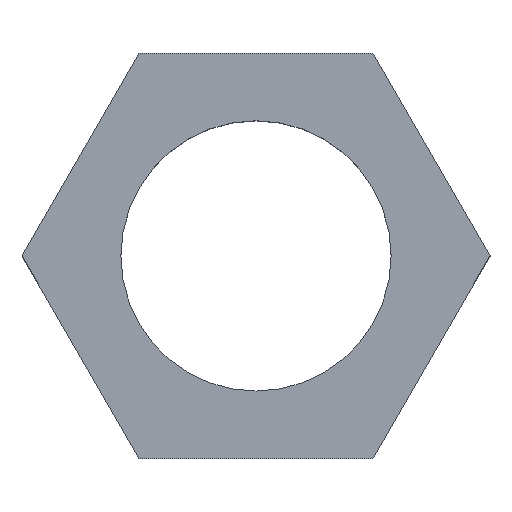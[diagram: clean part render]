
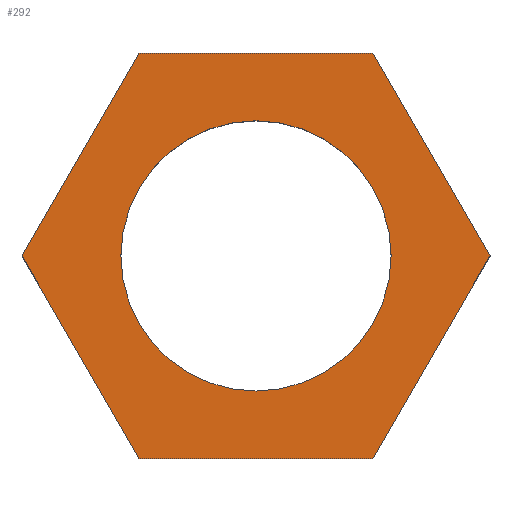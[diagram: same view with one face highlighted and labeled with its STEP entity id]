
A CAD part, top view. The second image highlights one B-rep face of the part: STEP entity #292.
In plain terms, the highlighted planar face has unit normal (0, 0, 1).
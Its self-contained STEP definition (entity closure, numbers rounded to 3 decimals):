
#25=CARTESIAN_POINT('',(5.,0.,4.));
#26=VERTEX_POINT('',#25);
#27=CARTESIAN_POINT('',(-5.,0.,4.));
#28=VERTEX_POINT('',#27);
#29=CARTESIAN_POINT('',(0.,0.,4.));
#30=DIRECTION('',(1.,0.,0.));
#31=DIRECTION('',(0.,0.,1.));
#32=AXIS2_PLACEMENT_3D('',#29,#31,#30);
#33=CIRCLE('',#32,5.);
#34=EDGE_CURVE('',#26,#28,#33,.T.);
#36=CARTESIAN_POINT('',(0.,0.,4.));
#37=DIRECTION('',(-1.,0.,0.));
#38=DIRECTION('',(-0.,0.,1.));
#39=AXIS2_PLACEMENT_3D('',#36,#38,#37);
#40=CIRCLE('',#39,5.);
#41=EDGE_CURVE('',#28,#26,#40,.T.);
#86=CARTESIAN_POINT('',(-4.33,-7.5,4.));
#87=VERTEX_POINT('',#86);
#94=CARTESIAN_POINT('',(-8.66,0.,4.));
#95=VERTEX_POINT('',#94);
#96=CARTESIAN_POINT('',(-4.33,-7.5,4.));
#97=DIRECTION('',(-0.5,0.866,0.));
#98=VECTOR('',#97,8.66);
#99=LINE('',#96,#98);
#100=EDGE_CURVE('',#87,#95,#99,.T.);
#125=CARTESIAN_POINT('',(-4.33,7.5,4.));
#126=VERTEX_POINT('',#125);
#127=CARTESIAN_POINT('',(-8.66,0.,4.));
#128=DIRECTION('',(0.5,0.866,0.));
#129=VECTOR('',#128,8.66);
#130=LINE('',#127,#129);
#131=EDGE_CURVE('',#95,#126,#130,.T.);
#156=CARTESIAN_POINT('',(4.33,7.5,4.));
#157=VERTEX_POINT('',#156);
#158=CARTESIAN_POINT('',(-4.33,7.5,4.));
#159=DIRECTION('',(1.,0.,0.));
#160=VECTOR('',#159,8.66);
#161=LINE('',#158,#160);
#162=EDGE_CURVE('',#126,#157,#161,.T.);
#187=CARTESIAN_POINT('',(8.66,0.,4.));
#188=VERTEX_POINT('',#187);
#189=CARTESIAN_POINT('',(4.33,7.5,4.));
#190=DIRECTION('',(0.5,-0.866,0.));
#191=VECTOR('',#190,8.66);
#192=LINE('',#189,#191);
#193=EDGE_CURVE('',#157,#188,#192,.T.);
#218=CARTESIAN_POINT('',(4.33,-7.5,4.));
#219=VERTEX_POINT('',#218);
#220=CARTESIAN_POINT('',(8.66,0.,4.));
#221=DIRECTION('',(-0.5,-0.866,0.));
#222=VECTOR('',#221,8.66);
#223=LINE('',#220,#222);
#224=EDGE_CURVE('',#188,#219,#223,.T.);
#247=CARTESIAN_POINT('',(4.33,-7.5,4.));
#248=DIRECTION('',(-1.,0.,0.));
#249=VECTOR('',#248,8.66);
#250=LINE('',#247,#249);
#251=EDGE_CURVE('',#219,#87,#250,.T.);
#275=CARTESIAN_POINT('',(0.,0.,4.));
#276=DIRECTION('',(1.,0.,0.));
#277=DIRECTION('',(0.,0.,1.));
#278=AXIS2_PLACEMENT_3D('',#275,#277,#276);
#279=PLANE('',#278);
#280=ORIENTED_EDGE('',*,*,#251,.F.);
#281=ORIENTED_EDGE('',*,*,#224,.F.);
#282=ORIENTED_EDGE('',*,*,#193,.F.);
#283=ORIENTED_EDGE('',*,*,#162,.F.);
#284=ORIENTED_EDGE('',*,*,#131,.F.);
#285=ORIENTED_EDGE('',*,*,#100,.F.);
#286=EDGE_LOOP('',(#280,#281,#282,#283,#284,#285));
#287=FACE_OUTER_BOUND('',#286,.T.);
#288=ORIENTED_EDGE('',*,*,#41,.F.);
#289=ORIENTED_EDGE('',*,*,#34,.F.);
#290=EDGE_LOOP('',(#288,#289));
#291=FACE_BOUND('',#290,.T.);
#292=ADVANCED_FACE('F9',(#287,#291),#279,.T.);
